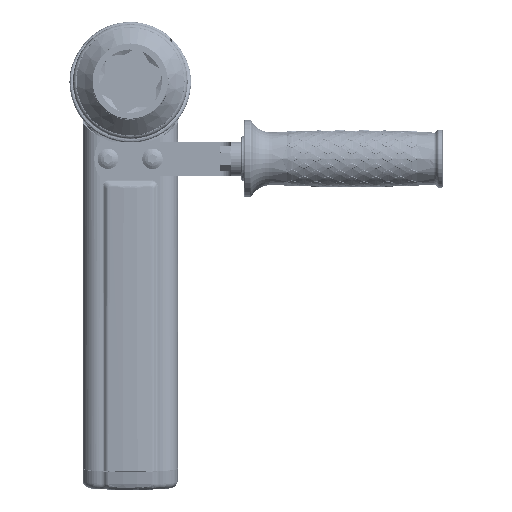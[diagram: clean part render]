
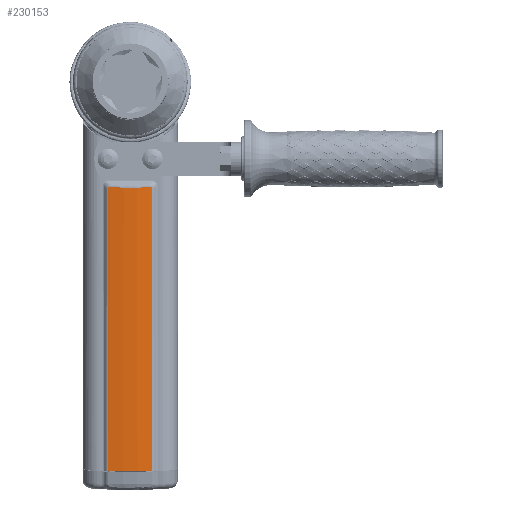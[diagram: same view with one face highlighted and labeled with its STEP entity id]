
A CAD part, top view. The second image highlights one B-rep face of the part: STEP entity #230153.
In plain terms, the highlighted cylindrical face has radius 86.25 mm (diameter 172.5 mm), a partial arc.
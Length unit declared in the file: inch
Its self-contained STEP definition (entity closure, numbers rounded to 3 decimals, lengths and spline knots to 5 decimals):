
#217227=CARTESIAN_POINT('',(0.,-8.95669,-3.1014));
#217228=DIRECTION('',(0.,-1.,0.));
#217229=DIRECTION('',(0.149,0.,0.989));
#217230=AXIS2_PLACEMENT_3D('',#217227,#217228,#217229);
#217287=DIRECTION('',(0.,-1.,0.));
#217288=VECTOR('',#217287,6.5104);
#217289=CARTESIAN_POINT('',(-0.50631,-2.44629,
0.25632));
#217290=LINE('',#217289,#217288);
#217291=CARTESIAN_POINT('',(-0.45627,-2.41151,
0.26348));
#217292=CARTESIAN_POINT('',(-0.46216,-2.41073,
0.26268));
#217293=CARTESIAN_POINT('',(-0.47308,-2.41038,
0.26117));
#217294=CARTESIAN_POINT('',(-0.48766,-2.41383,
0.25908));
#217295=CARTESIAN_POINT('',(-0.49828,-2.42121,
0.25752));
#217296=CARTESIAN_POINT('',(-0.50475,-2.43183,
0.25655));
#217297=CARTESIAN_POINT('',(-0.50631,-2.44111,
0.25632));
#217298=CARTESIAN_POINT('',(-0.50631,-2.44629,
0.25632));
#217300=CARTESIAN_POINT('',(0.45627,-2.41151,
0.26348));
#217301=CARTESIAN_POINT('',(0.35554,-2.42481,
0.27713));
#217302=CARTESIAN_POINT('',(0.15284,-2.44261,
0.29541));
#217303=CARTESIAN_POINT('',(-0.15276,-2.44262,
0.29542));
#217304=CARTESIAN_POINT('',(-0.35551,-2.42481,
0.27714));
#217305=CARTESIAN_POINT('',(-0.45627,-2.41151,
0.26348));
#217307=CARTESIAN_POINT('',(0.50631,-2.44629,
0.25632));
#217308=CARTESIAN_POINT('',(0.50631,-2.44111,
0.25632));
#217309=CARTESIAN_POINT('',(0.50475,-2.43183,
0.25655));
#217310=CARTESIAN_POINT('',(0.49829,-2.42122,
0.25752));
#217311=CARTESIAN_POINT('',(0.48767,-2.41383,
0.25908));
#217312=CARTESIAN_POINT('',(0.47308,-2.41038,
0.26117));
#217313=CARTESIAN_POINT('',(0.46216,-2.41073,
0.26268));
#217314=CARTESIAN_POINT('',(0.45627,-2.41151,
0.26348));
#217316=DIRECTION('',(0.,1.,0.));
#217317=VECTOR('',#217316,6.5104);
#217318=CARTESIAN_POINT('',(0.50631,-8.95669,
0.25632));
#217319=LINE('',#217318,#217317);
#219991=CARTESIAN_POINT('',(0.50631,-8.95669,
0.25632));
#219992=CARTESIAN_POINT('',(-0.50631,-8.95669,
0.25632));
#219993=VERTEX_POINT('',#219991);
#219994=VERTEX_POINT('',#219992);
#220001=VERTEX_POINT('',#217291);
#220002=VERTEX_POINT('',#217298);
#220003=VERTEX_POINT('',#217300);
#220004=VERTEX_POINT('',#217307);
#230136=CARTESIAN_POINT('',(0.,-2.22834,-3.1014));
#230137=DIRECTION('',(0.,-1.,0.));
#230138=DIRECTION('',(1.,0.,0.));
#230139=AXIS2_PLACEMENT_3D('',#230136,#230137,#230138);
#230140=CYLINDRICAL_SURFACE('',#230139,3.39567);
#230141=ORIENTED_EDGE('',*,*,#229776,.T.);
#230143=ORIENTED_EDGE('',*,*,#230142,.F.);
#230145=ORIENTED_EDGE('',*,*,#230144,.F.);
#230147=ORIENTED_EDGE('',*,*,#230146,.F.);
#230149=ORIENTED_EDGE('',*,*,#230148,.F.);
#230150=ORIENTED_EDGE('',*,*,#230118,.F.);
#230151=EDGE_LOOP('',(#230141,#230143,#230145,#230147,#230149,#230150));
#230152=FACE_OUTER_BOUND('',#230151,.F.);
#230153=ADVANCED_FACE('',(#230152),#230140,.T.);
#217231=CIRCLE('',#217230,3.39567);
#217299=B_SPLINE_CURVE_WITH_KNOTS('',3,(#217291,#217292,#217293,#217294,#217295,
#217296,#217297,#217298),.UNSPECIFIED.,.F.,.F.,(4,1,1,1,1,4),(0.,0.2,0.4,
0.6,0.8,1.),.UNSPECIFIED.);
#217306=B_SPLINE_CURVE_WITH_KNOTS('',3,(#217300,#217301,#217302,#217303,#217304,
#217305),.UNSPECIFIED.,.F.,.F.,(4,1,1,4),(0.,0.33333,
0.66667,1.),.UNSPECIFIED.);
#217315=B_SPLINE_CURVE_WITH_KNOTS('',3,(#217307,#217308,#217309,#217310,#217311,
#217312,#217313,#217314),.UNSPECIFIED.,.F.,.F.,(4,1,1,1,1,4),(0.,0.2,0.4,
0.6,0.8,1.),.UNSPECIFIED.);
#229776=EDGE_CURVE('',#219993,#219994,#217231,.T.);
#230118=EDGE_CURVE('',#219993,#220004,#217319,.T.);
#230142=EDGE_CURVE('',#220002,#219994,#217290,.T.);
#230144=EDGE_CURVE('',#220001,#220002,#217299,.T.);
#230146=EDGE_CURVE('',#220003,#220001,#217306,.T.);
#230148=EDGE_CURVE('',#220004,#220003,#217315,.T.);
